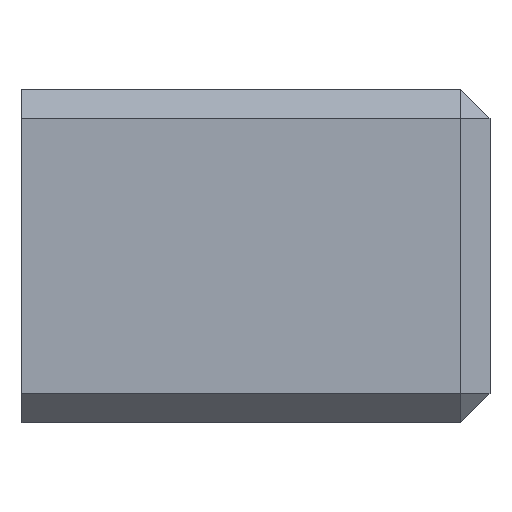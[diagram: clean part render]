
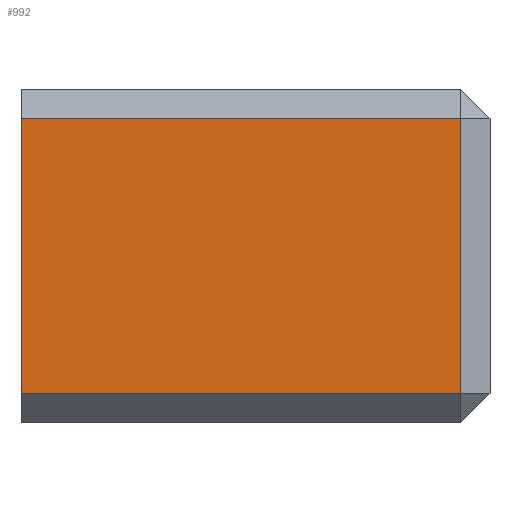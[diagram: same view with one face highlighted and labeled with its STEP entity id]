
A CAD part, front view. The second image highlights one B-rep face of the part: STEP entity #992.
In plain terms, the highlighted planar face has unit normal (0, -1, 0).
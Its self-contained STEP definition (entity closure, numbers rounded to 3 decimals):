
#38=PLANE('',#1067);
#89=FACE_OUTER_BOUND('',#144,.T.);
#144=EDGE_LOOP('',(#746,#747,#748,#749));
#203=LINE('',#1411,#329);
#207=LINE('',#1420,#333);
#228=LINE('',#1461,#354);
#230=LINE('',#1464,#356);
#329=VECTOR('',#1145,10.);
#333=VECTOR('',#1153,10.);
#354=VECTOR('',#1190,10.);
#356=VECTOR('',#1194,10.);
#468=VERTEX_POINT('',#1400);
#471=VERTEX_POINT('',#1407);
#473=VERTEX_POINT('',#1413);
#487=VERTEX_POINT('',#1459);
#565=EDGE_CURVE('',#468,#471,#203,.T.);
#569=EDGE_CURVE('',#473,#468,#207,.T.);
#590=EDGE_CURVE('',#487,#473,#228,.T.);
#592=EDGE_CURVE('',#471,#487,#230,.T.);
#746=ORIENTED_EDGE('',*,*,#565,.F.);
#747=ORIENTED_EDGE('',*,*,#569,.F.);
#748=ORIENTED_EDGE('',*,*,#590,.F.);
#749=ORIENTED_EDGE('',*,*,#592,.F.);
#992=ADVANCED_FACE('',(#89),#38,.T.);
#1067=AXIS2_PLACEMENT_3D('',#1463,#1192,#1193);
#1145=DIRECTION('',(-1.,0.,0.));
#1153=DIRECTION('',(0.,0.,-1.));
#1190=DIRECTION('',(1.,0.,0.));
#1192=DIRECTION('center_axis',(0.,-1.,0.));
#1193=DIRECTION('ref_axis',(1.,0.,0.));
#1194=DIRECTION('',(0.,0.,1.));
#1400=CARTESIAN_POINT('',(-386.863,-27.636,2.));
#1407=CARTESIAN_POINT('',(-416.913,-27.636,2.));
#1411=CARTESIAN_POINT('',(-424.93,-27.636,2.));
#1413=CARTESIAN_POINT('',(-386.863,-27.636,20.85));
#1420=CARTESIAN_POINT('',(-386.863,-27.636,0.));
#1459=CARTESIAN_POINT('',(-416.913,-27.636,20.85));
#1461=CARTESIAN_POINT('',(-424.93,-27.636,20.85));
#1463=CARTESIAN_POINT('Origin',(-416.913,-27.636,0.));
#1464=CARTESIAN_POINT('',(-416.913,-27.636,0.));
